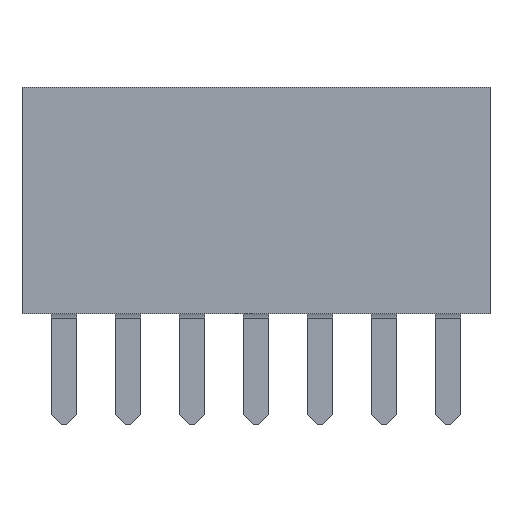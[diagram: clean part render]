
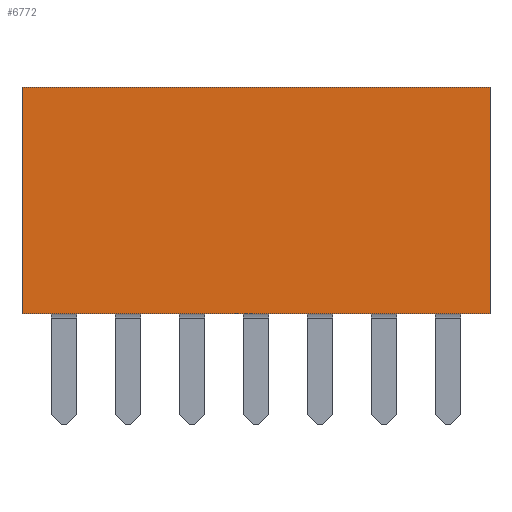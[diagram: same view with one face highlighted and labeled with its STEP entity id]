
A CAD part, front view. The second image highlights one B-rep face of the part: STEP entity #6772.
In plain terms, the highlighted planar face has unit normal (0, -1, 0).
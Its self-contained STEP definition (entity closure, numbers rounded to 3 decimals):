
#710=ORIENTED_EDGE('',*,*,#2580,.F.);
#711=ORIENTED_EDGE('',*,*,#2591,.F.);
#712=ORIENTED_EDGE('',*,*,#2589,.F.);
#713=ORIENTED_EDGE('',*,*,#2198,.F.);
#2198=EDGE_CURVE('',#3184,#3185,#3820,.T.);
#2580=EDGE_CURVE('',#3511,#3184,#4202,.T.);
#2589=EDGE_CURVE('',#3185,#3514,#4211,.T.);
#2591=EDGE_CURVE('',#3514,#3511,#4213,.T.);
#3184=VERTEX_POINT('',#9410);
#3185=VERTEX_POINT('',#9412);
#3511=VERTEX_POINT('',#10161);
#3514=VERTEX_POINT('',#10170);
#3820=LINE('',#9411,#4746);
#4202=LINE('',#10162,#5128);
#4211=LINE('',#10178,#5137);
#4213=LINE('',#10181,#5139);
#4746=VECTOR('',#7590,1000.);
#5128=VECTOR('',#8056,1000.);
#5137=VECTOR('',#8067,1000.);
#5139=VECTOR('',#8071,1000.);
#5700=EDGE_LOOP('',(#710,#711,#712,#713));
#6086=FACE_BOUND('',#5700,.T.);
#6444=PLANE('',#7157);
#6772=ADVANCED_FACE('',(#6086),#6444,.F.);
#7157=AXIS2_PLACEMENT_3D('',#10185,#8076,#8077);
#7590=DIRECTION('',(1.,0.,0.));
#8056=DIRECTION('',(0.,0.,1.));
#8067=DIRECTION('',(0.,0.,-1.));
#8071=DIRECTION('',(-1.,0.,0.));
#8076=DIRECTION('',(0.,1.,0.));
#8077=DIRECTION('',(0.,0.,1.));
#9410=CARTESIAN_POINT('',(-4.645,-1.5,2.25));
#9411=CARTESIAN_POINT('',(-4.645,-1.5,2.25));
#9412=CARTESIAN_POINT('',(4.645,-1.5,2.25));
#10161=CARTESIAN_POINT('',(-4.645,-1.5,-2.25));
#10162=CARTESIAN_POINT('',(-4.645,-1.5,-2.25));
#10170=CARTESIAN_POINT('',(4.645,-1.5,-2.25));
#10178=CARTESIAN_POINT('',(4.645,-1.5,2.25));
#10181=CARTESIAN_POINT('',(4.645,-1.5,-2.25));
#10185=CARTESIAN_POINT('',(0.,-1.5,0.));
